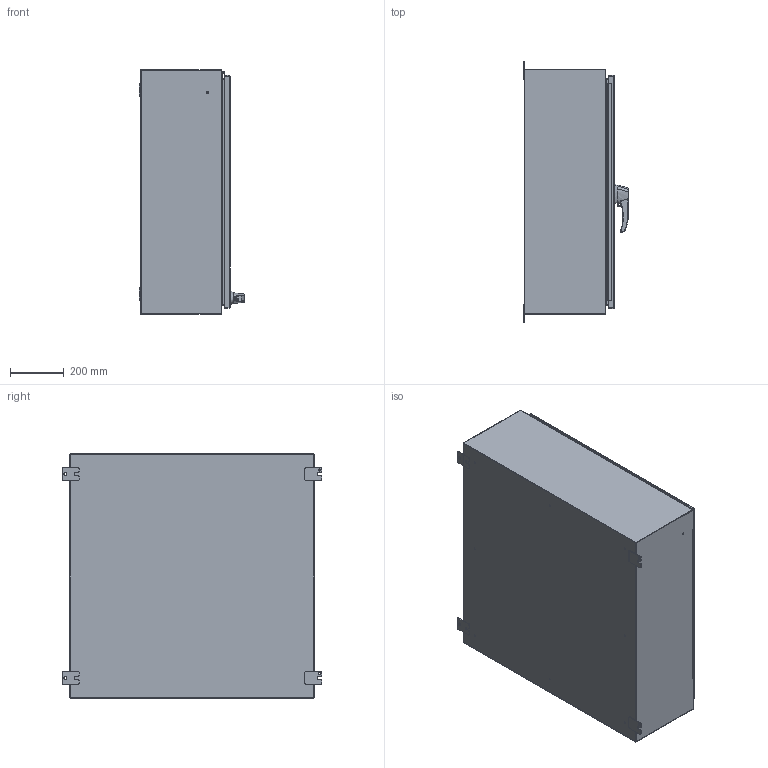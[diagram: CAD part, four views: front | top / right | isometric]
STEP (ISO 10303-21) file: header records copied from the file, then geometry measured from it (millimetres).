
FILE_DESCRIPTION (( 'STEP AP214' ), '1' );
FILE_NAME ('HW363612SSHK.STEP', '2019-08-07T20:54:22', ( '' ), ( '' ), 'SwSTEP 2.0', 'SolidWorks 2018', '' );
FILE_SCHEMA (( 'AUTOMOTIVE_DESIGN' ));
Length unit declared in the file: inch
Products named in the file (1): HW363612SSHK
Bounding box: 393.01 x 971.55 x 914.4 mm (x, y, z)
Volume: 6646631.9 mm3; surface area: 6470566.5 mm2
Topology: 48 solids, 49 shells, 1540 faces, 3885 edges, 2485 vertices
Faces by surface type: plane 729, cylinder 641, bspline 127, cone 43
Entity records: 105720 total; most frequent: CARTESIAN_POINT 48802, ORIENTED_EDGE 7754, DIRECTION 7340, EDGE_CURVE 3877, AXIS2_PLACEMENT_3D 2560, VERTEX_POINT 2485, VECTOR 2220, LINE 2220
